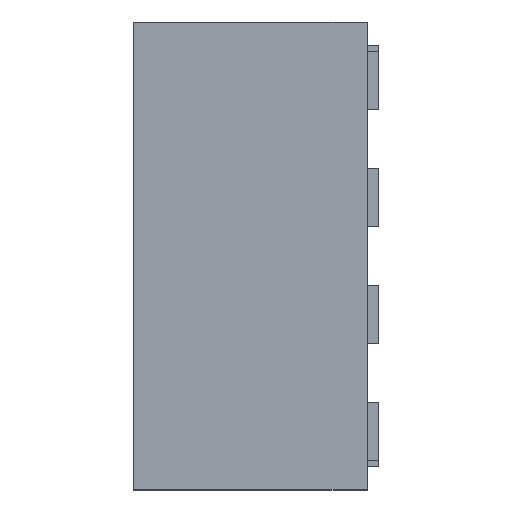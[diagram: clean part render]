
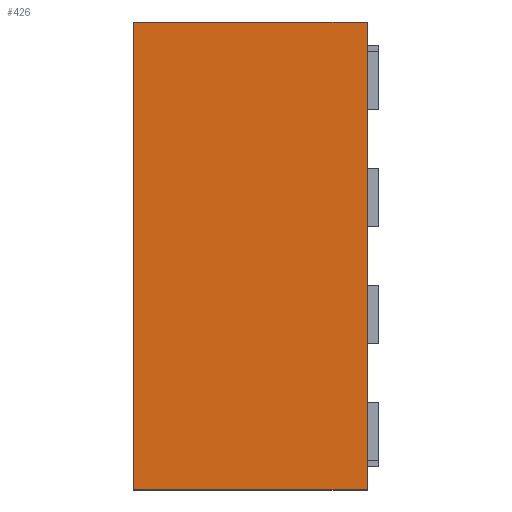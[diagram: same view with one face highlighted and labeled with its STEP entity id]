
A CAD part, left-side view. The second image highlights one B-rep face of the part: STEP entity #426.
In plain terms, the highlighted planar face has unit normal (-1, 0, 0).
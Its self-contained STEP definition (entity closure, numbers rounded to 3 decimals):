
#92 = VECTOR ( 'NONE', #2037, 1000. ) ;
#196 = EDGE_CURVE ( 'NONE', #519, #593, #520, .T. ) ;
#265 = VECTOR ( 'NONE', #2429, 1000. ) ;
#279 = ORIENTED_EDGE ( 'NONE', *, *, #2510, .F. ) ;
#426 = ADVANCED_FACE ( 'NONE', ( #2670 ), #1786, .F. ) ;
#436 = VERTEX_POINT ( 'NONE', #872 ) ;
#519 = VERTEX_POINT ( 'NONE', #778 ) ;
#520 = LINE ( 'NONE', #761, #92 ) ;
#579 = CARTESIAN_POINT ( 'NONE',  ( -1., 1., -1. ) ) ;
#593 = VERTEX_POINT ( 'NONE', #2853 ) ;
#648 = DIRECTION ( 'NONE',  ( 1., 0., 0. ) ) ;
#761 = CARTESIAN_POINT ( 'NONE',  ( -1., 1., -1. ) ) ;
#778 = CARTESIAN_POINT ( 'NONE',  ( -1., 1., -1. ) ) ;
#780 = VECTOR ( 'NONE', #981, 1000. ) ;
#872 = CARTESIAN_POINT ( 'NONE',  ( -1., 0., 1. ) ) ;
#967 = VECTOR ( 'NONE', #2791, 1000. ) ;
#981 = DIRECTION ( 'NONE',  ( 0., 0., 1. ) ) ;
#1076 = ORIENTED_EDGE ( 'NONE', *, *, #196, .T. ) ;
#1080 = EDGE_CURVE ( 'NONE', #593, #436, #1648, .T. ) ;
#1478 = LINE ( 'NONE', #579, #967 ) ;
#1527 = CARTESIAN_POINT ( 'NONE',  ( -1., 1., 1. ) ) ;
#1648 = LINE ( 'NONE', #2521, #780 ) ;
#1713 = EDGE_CURVE ( 'NONE', #2235, #436, #2650, .T. ) ;
#1786 = PLANE ( 'NONE',  #2445 ) ;
#2014 = EDGE_LOOP ( 'NONE', ( #2385, #2798, #279, #1076 ) ) ;
#2037 = DIRECTION ( 'NONE',  ( 0., -1., 0. ) ) ;
#2176 = DIRECTION ( 'NONE',  ( 0., 0., -1. ) ) ;
#2235 = VERTEX_POINT ( 'NONE', #1527 ) ;
#2385 = ORIENTED_EDGE ( 'NONE', *, *, #1080, .T. ) ;
#2429 = DIRECTION ( 'NONE',  ( 0., -1., 0. ) ) ;
#2445 = AXIS2_PLACEMENT_3D ( 'NONE', #2657, #648, #2176 ) ;
#2510 = EDGE_CURVE ( 'NONE', #519, #2235, #1478, .T. ) ;
#2521 = CARTESIAN_POINT ( 'NONE',  ( -1., 0., -1. ) ) ;
#2650 = LINE ( 'NONE', #2850, #265 ) ;
#2657 = CARTESIAN_POINT ( 'NONE',  ( -1., 1., -1. ) ) ;
#2670 = FACE_OUTER_BOUND ( 'NONE', #2014, .T. ) ;
#2791 = DIRECTION ( 'NONE',  ( 0., 0., 1. ) ) ;
#2798 = ORIENTED_EDGE ( 'NONE', *, *, #1713, .F. ) ;
#2850 = CARTESIAN_POINT ( 'NONE',  ( -1., 1., 1. ) ) ;
#2853 = CARTESIAN_POINT ( 'NONE',  ( -1., 0., -1. ) ) ;
